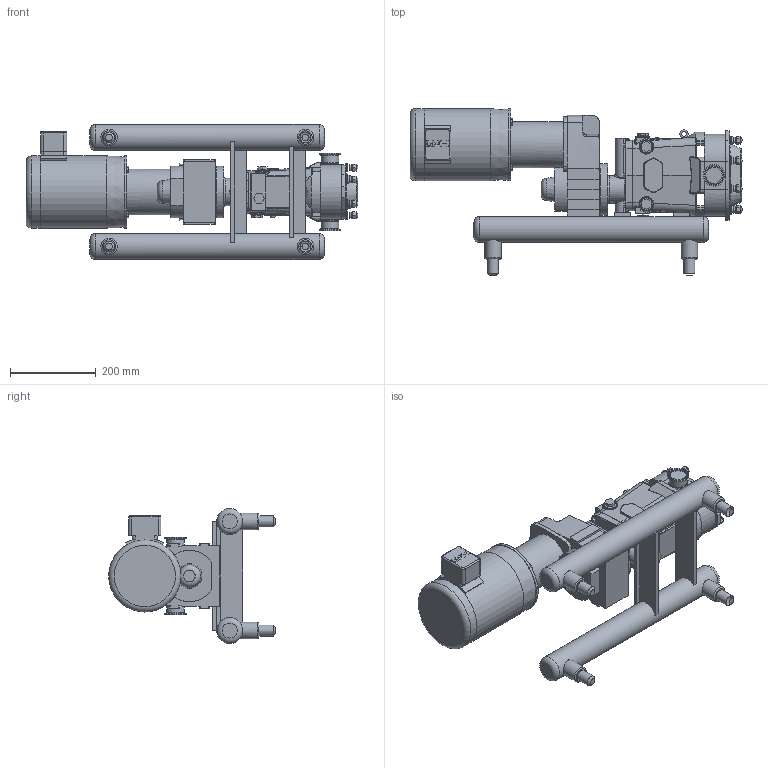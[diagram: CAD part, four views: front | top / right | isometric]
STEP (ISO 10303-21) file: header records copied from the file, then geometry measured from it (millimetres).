
FILE_DESCRIPTION(/* description */ (''),/* implementation_level */ '2;1');
FILE_NAME(/* name */ 'U2_018U2_56C_1.5x1.5_S-Line_0.5HP_SM.stp',/* time_stamp */ '2020-11-02T14:18:09+06:00',/* author */ ('trtmhr'),/* organization */ (''),/* preprocessor_version */ 'ST-DEVELOPER v17',/* originating_system */ 'Autodesk Inventor 2018',/* authorisation */ '');
FILE_SCHEMA (('AUTOMOTIVE_DESIGN { 1 0 10303 214 3 1 1 }'));
Length unit declared in the file: inch
Products named in the file (1): U2_018U2_56C_1.5x1.5_S-Line_0.5HP_SM
Bounding box: 772.97 x 387.87 x 314.32 mm (x, y, z)
Volume: 18079542.7 mm3; surface area: 937412.1 mm2
Topology: 6 solids, 6 shells, 1043 faces, 2754 edges, 1774 vertices
Faces by surface type: plane 489, cylinder 263, bspline 139, torus 97, cone 40, sphere 15
Full cylindrical faces by diameter (mm): 5.08 x1, 7.62 x4, 12.395 x5, 14.275 x8, 19.05 x8, 25.4 x4, 38.1 x6, 41.275 x4, 42.291 x2, 50.495 x2, 63.5 x1, 107.01 x1, 119.888 x1, 119.99 x1, 167.945 x1, 167.97 x1, 167.996 x1
Entity records: 36721 total; most frequent: CARTESIAN_POINT 10896, ORIENTED_EDGE 5496, DIRECTION 5265, EDGE_CURVE 2748, AXIS2_PLACEMENT_3D 1952, VERTEX_POINT 1774, LINE 1361, VECTOR 1361
